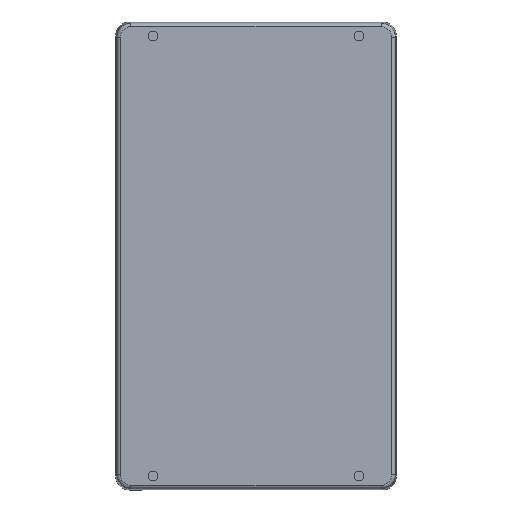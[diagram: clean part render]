
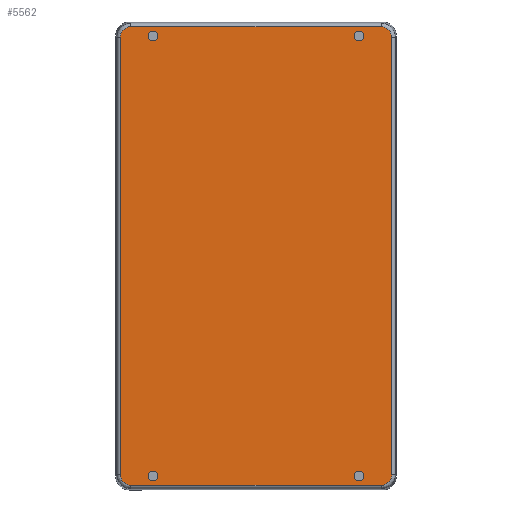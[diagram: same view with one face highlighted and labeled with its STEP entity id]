
A CAD part, left-side view. The second image highlights one B-rep face of the part: STEP entity #5562.
In plain terms, the highlighted planar face has unit normal (-1, 0, 0).
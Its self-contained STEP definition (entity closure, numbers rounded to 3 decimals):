
#182=ELLIPSE('',#6320,0.45,0.45);
#183=ELLIPSE('',#6322,0.45,0.45);
#186=ELLIPSE('',#6330,0.45,0.45);
#187=ELLIPSE('',#6332,0.45,0.45);
#401=LINE('',#9850,#697);
#403=LINE('',#9966,#699);
#404=LINE('',#9971,#700);
#407=LINE('',#10085,#703);
#697=VECTOR('',#7977,18.693);
#699=VECTOR('',#7995,10.693);
#700=VECTOR('',#8000,10.693);
#703=VECTOR('',#8017,18.693);
#891=PLANE('',#6341);
#1051=FACE_BOUND('',#1873,.T.);
#1052=FACE_BOUND('',#1874,.T.);
#1053=FACE_BOUND('',#1875,.T.);
#1054=FACE_BOUND('',#1876,.T.);
#1375=FACE_OUTER_BOUND('',#1872,.T.);
#1872=EDGE_LOOP('',(#4741,#4742,#4743,#4744,#4745,#4746,#4747,#4748));
#1873=EDGE_LOOP('',(#4749));
#1874=EDGE_LOOP('',(#4750));
#1875=EDGE_LOOP('',(#4751));
#1876=EDGE_LOOP('',(#4752));
#2170=CIRCLE('',#6035,0.21);
#2174=CIRCLE('',#6041,0.21);
#2178=CIRCLE('',#6047,0.21);
#2182=CIRCLE('',#6053,0.21);
#2606=VERTEX_POINT('',#9380);
#2610=VERTEX_POINT('',#9390);
#2614=VERTEX_POINT('',#9400);
#2618=VERTEX_POINT('',#9410);
#2757=VERTEX_POINT('',#9843);
#2760=VERTEX_POINT('',#9848);
#2761=VERTEX_POINT('',#9901);
#2764=VERTEX_POINT('',#9957);
#2765=VERTEX_POINT('',#9962);
#2768=VERTEX_POINT('',#9969);
#2769=VERTEX_POINT('',#10023);
#2772=VERTEX_POINT('',#10079);
#3253=EDGE_CURVE('',#2606,#2606,#2170,.T.);
#3257=EDGE_CURVE('',#2610,#2610,#2174,.T.);
#3261=EDGE_CURVE('',#2614,#2614,#2178,.T.);
#3265=EDGE_CURVE('',#2618,#2618,#2182,.T.);
#3437=EDGE_CURVE('',#2760,#2757,#401,.T.);
#3440=EDGE_CURVE('',#2757,#2761,#182,.T.);
#3442=EDGE_CURVE('',#2764,#2760,#183,.T.);
#3446=EDGE_CURVE('',#2761,#2765,#403,.T.);
#3448=EDGE_CURVE('',#2768,#2764,#404,.T.);
#3452=EDGE_CURVE('',#2765,#2769,#186,.T.);
#3454=EDGE_CURVE('',#2772,#2768,#187,.T.);
#3457=EDGE_CURVE('',#2769,#2772,#407,.T.);
#4741=ORIENTED_EDGE('',*,*,#3437,.F.);
#4742=ORIENTED_EDGE('',*,*,#3442,.F.);
#4743=ORIENTED_EDGE('',*,*,#3448,.F.);
#4744=ORIENTED_EDGE('',*,*,#3454,.F.);
#4745=ORIENTED_EDGE('',*,*,#3457,.F.);
#4746=ORIENTED_EDGE('',*,*,#3452,.F.);
#4747=ORIENTED_EDGE('',*,*,#3446,.F.);
#4748=ORIENTED_EDGE('',*,*,#3440,.F.);
#4749=ORIENTED_EDGE('',*,*,#3265,.T.);
#4750=ORIENTED_EDGE('',*,*,#3261,.T.);
#4751=ORIENTED_EDGE('',*,*,#3257,.T.);
#4752=ORIENTED_EDGE('',*,*,#3253,.T.);
#5562=ADVANCED_FACE('',(#1375,#1051,#1052,#1053,#1054),#891,.T.);
#6035=AXIS2_PLACEMENT_3D('',#9381,#7379,#7380);
#6041=AXIS2_PLACEMENT_3D('',#9391,#7391,#7392);
#6047=AXIS2_PLACEMENT_3D('',#9401,#7403,#7404);
#6053=AXIS2_PLACEMENT_3D('',#9411,#7415,#7416);
#6320=AXIS2_PLACEMENT_3D('',#9905,#7982,#7983);
#6322=AXIS2_PLACEMENT_3D('',#9959,#7986,#7987);
#6330=AXIS2_PLACEMENT_3D('',#10027,#8006,#8007);
#6332=AXIS2_PLACEMENT_3D('',#10081,#8010,#8011);
#6341=AXIS2_PLACEMENT_3D('',#10104,#8037,#8038);
#7379=DIRECTION('center_axis',(1.,0.,0.));
#7380=DIRECTION('ref_axis',(0.,0.,-1.));
#7391=DIRECTION('center_axis',(1.,0.,0.));
#7392=DIRECTION('ref_axis',(0.,0.,-1.));
#7403=DIRECTION('center_axis',(1.,0.,0.));
#7404=DIRECTION('ref_axis',(0.,0.,-1.));
#7415=DIRECTION('center_axis',(1.,0.,0.));
#7416=DIRECTION('ref_axis',(0.,0.,-1.));
#7977=DIRECTION('',(0.,0.,-1.));
#7982=DIRECTION('center_axis',(1.,0.,0.));
#7983=DIRECTION('ref_axis',(0.,-0.707,-0.707));
#7986=DIRECTION('center_axis',(1.,0.,0.));
#7987=DIRECTION('ref_axis',(0.,-0.707,0.707));
#7995=DIRECTION('',(0.,1.,0.));
#8000=DIRECTION('',(0.,-1.,0.));
#8006=DIRECTION('center_axis',(1.,0.,0.));
#8007=DIRECTION('ref_axis',(0.,0.707,-0.707));
#8010=DIRECTION('center_axis',(1.,0.,0.));
#8011=DIRECTION('ref_axis',(0.,0.707,0.707));
#8017=DIRECTION('',(0.,0.,1.));
#8037=DIRECTION('center_axis',(-1.,0.,0.));
#8038=DIRECTION('ref_axis',(0.,0.,1.));
#9380=CARTESIAN_POINT('',(39.303,37.597,19.61));
#9381=CARTESIAN_POINT('Origin',(39.303,37.597,19.4));
#9390=CARTESIAN_POINT('',(39.303,37.597,0.81));
#9391=CARTESIAN_POINT('Origin',(39.303,37.597,0.6));
#9400=CARTESIAN_POINT('',(39.303,46.397,19.61));
#9401=CARTESIAN_POINT('Origin',(39.303,46.397,19.4));
#9410=CARTESIAN_POINT('',(39.303,46.397,0.81));
#9411=CARTESIAN_POINT('Origin',(39.303,46.397,0.6));
#9843=CARTESIAN_POINT('',(39.303,36.201,0.654));
#9848=CARTESIAN_POINT('',(39.303,36.201,19.346));
#9850=CARTESIAN_POINT('',(39.303,36.201,19.346));
#9901=CARTESIAN_POINT('',(39.303,36.651,0.204));
#9905=CARTESIAN_POINT('Origin',(39.303,36.651,0.654));
#9957=CARTESIAN_POINT('',(39.303,36.651,19.796));
#9959=CARTESIAN_POINT('Origin',(39.303,36.651,19.346));
#9962=CARTESIAN_POINT('',(39.303,47.344,0.204));
#9966=CARTESIAN_POINT('',(39.303,36.651,0.204));
#9969=CARTESIAN_POINT('',(39.303,47.344,19.796));
#9971=CARTESIAN_POINT('',(39.303,47.344,19.796));
#10023=CARTESIAN_POINT('',(39.303,47.794,0.654));
#10027=CARTESIAN_POINT('Origin',(39.303,47.344,0.654));
#10079=CARTESIAN_POINT('',(39.303,47.794,19.346));
#10081=CARTESIAN_POINT('Origin',(39.303,47.344,19.346));
#10085=CARTESIAN_POINT('',(39.303,47.794,0.654));
#10104=CARTESIAN_POINT('Origin',(39.303,36.052,0.));
